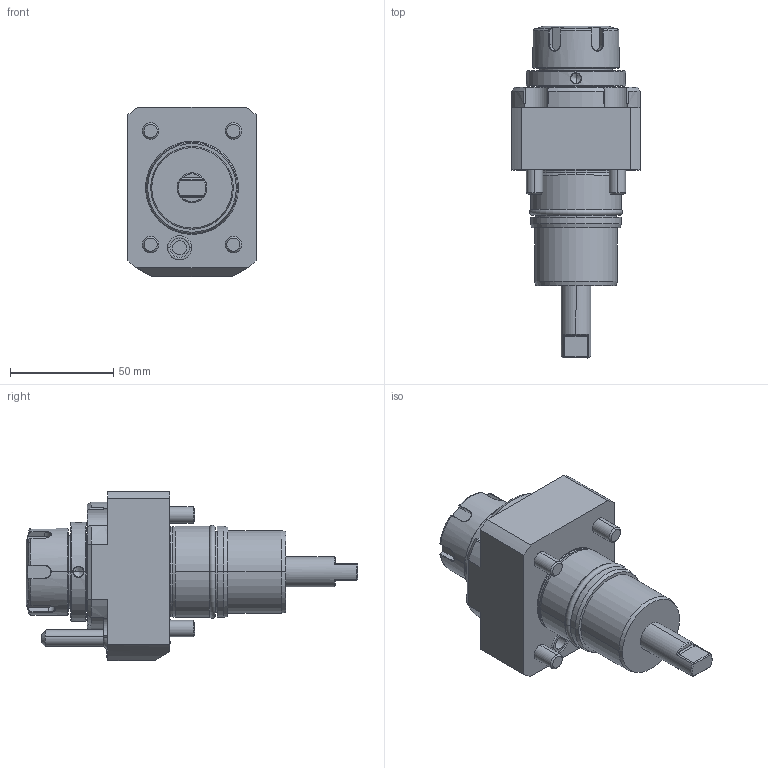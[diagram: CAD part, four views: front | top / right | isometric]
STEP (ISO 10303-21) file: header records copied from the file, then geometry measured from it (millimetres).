
FILE_DESCRIPTION((''),'2;1');
FILE_NAME('NGT2_44_101_25_1_NT','2022-08-11T',('vali'),('NOVA GRUP'),'PRO/ENGINEER BY PARAMETRIC TECHNOLOGY CORPORATION, 2010280','PRO/ENGINEER BY PARAMETRIC TECHNOLOGY CORPORATION, 2010280','');
FILE_SCHEMA(('CONFIG_CONTROL_DESIGN'));
Length unit declared in the file: millimetre
Products named in the file (1): NGT2_44_101_25_1_NT
Bounding box: 62 x 160.6 x 82 mm (x, y, z)
Volume: 304326.1 mm3; surface area: 40827.3 mm2
Topology: 2 solids, 2 shells, 291 faces, 710 edges, 434 vertices
Faces by surface type: plane 93, cylinder 81, cone 55, bspline 40, torus 20, sphere 2
Entity records: 12575 total; most frequent: CARTESIAN_POINT 6031, ORIENTED_EDGE 1404, DIRECTION 1269, EDGE_CURVE 702, AXIS2_PLACEMENT_3D 490, VERTEX_POINT 434, EDGE_LOOP 312, FACE_OUTER_BOUND 291
